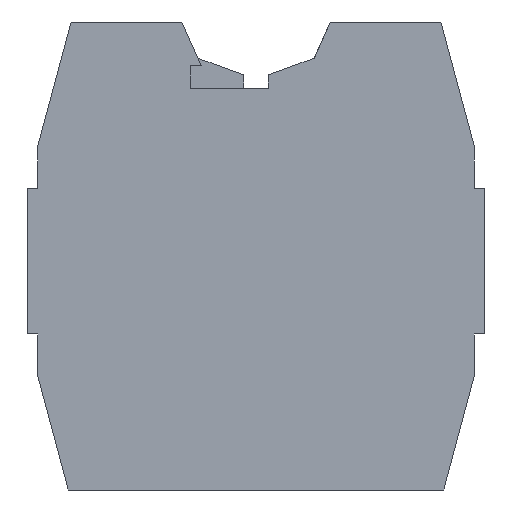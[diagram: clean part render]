
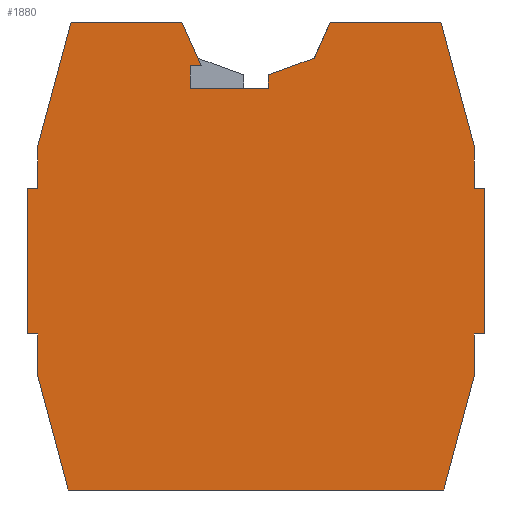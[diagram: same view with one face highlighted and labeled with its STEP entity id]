
A CAD part, left-side view. The second image highlights one B-rep face of the part: STEP entity #1880.
In plain terms, the highlighted face is planar.
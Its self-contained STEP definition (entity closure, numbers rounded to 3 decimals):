
#10=CARTESIAN_POINT('',(50.,25.,25.));
#20=DIRECTION('',(1.,0.,0.));
#30=DIRECTION('',(0.,1.,0.));
#40=AXIS2_PLACEMENT_3D('',#10,#20,#30);
#50=PLANE('',#40);
#60=CARTESIAN_POINT('',(50.,13.108,3.054));
#70=DIRECTION('',(0.,0.,1.));
#80=VECTOR('',#70,1.);
#90=LINE('',#60,#80);
#100=CARTESIAN_POINT('',(50.,13.108,8.554));
#110=VERTEX_POINT('',#100);
#120=CARTESIAN_POINT('',(50.,13.108,10.554));
#130=VERTEX_POINT('',#120);
#140=EDGE_CURVE('',#110,#130,#90,.T.);
#150=ORIENTED_EDGE('',*,*,#140,.F.);
#160=CARTESIAN_POINT('',(50.,13.108,10.554));
#170=DIRECTION('',(0.,-1.,0.));
#180=VECTOR('',#170,1.);
#190=LINE('',#160,#180);
#200=CARTESIAN_POINT('',(50.,12.608,10.554));
#210=VERTEX_POINT('',#200);
#220=EDGE_CURVE('',#130,#210,#190,.T.);
#230=ORIENTED_EDGE('',*,*,#220,.F.);
#240=CARTESIAN_POINT('',(50.,12.608,25.));
#250=DIRECTION('',(0.,0.,1.));
#260=VECTOR('',#250,1.);
#270=LINE('',#240,#260);
#280=CARTESIAN_POINT('',(50.,12.608,17.554));
#290=VERTEX_POINT('',#280);
#300=EDGE_CURVE('',#210,#290,#270,.T.);
#310=ORIENTED_EDGE('',*,*,#300,.F.);
#320=CARTESIAN_POINT('',(50.,13.108,17.554));
#330=DIRECTION('',(0.,-1.,0.));
#340=VECTOR('',#330,1.);
#350=LINE('',#320,#340);
#360=CARTESIAN_POINT('',(50.,13.108,17.554));
#370=VERTEX_POINT('',#360);
#380=EDGE_CURVE('',#370,#290,#350,.T.);
#390=ORIENTED_EDGE('',*,*,#380,.T.);
#400=CARTESIAN_POINT('',(50.,13.108,19.554));
#410=VERTEX_POINT('',#400);
#420=EDGE_CURVE('',#370,#410,#90,.T.);
#430=ORIENTED_EDGE('',*,*,#420,.F.);
#440=CARTESIAN_POINT('',(50.,14.716,25.554));
#450=DIRECTION('',(0.,-0.259,-0.966));
#460=VECTOR('',#450,1.);
#470=LINE('',#440,#460);
#480=CARTESIAN_POINT('',(50.,14.716,25.554));
#490=VERTEX_POINT('',#480);
#500=EDGE_CURVE('',#490,#410,#470,.T.);
#510=ORIENTED_EDGE('',*,*,#500,.T.);
#520=CARTESIAN_POINT('',(50.,13.108,25.554));
#530=DIRECTION('',(0.,1.,0.));
#540=VECTOR('',#530,1.);
#550=LINE('',#520,#540);
#560=CARTESIAN_POINT('',(50.,20.046,25.554));
#570=VERTEX_POINT('',#560);
#580=EDGE_CURVE('',#490,#570,#550,.T.);
#590=ORIENTED_EDGE('',*,*,#580,.F.);
#600=CARTESIAN_POINT('',(50.,20.289,25.));
#610=DIRECTION('',(0.,-0.403,0.915));
#620=VECTOR('',#610,1.);
#630=LINE('',#600,#620);
#640=CARTESIAN_POINT('',(50.,20.974,23.444));
#650=VERTEX_POINT('',#640);
#660=EDGE_CURVE('',#650,#570,#630,.T.);
#670=ORIENTED_EDGE('',*,*,#660,.T.);
#680=CARTESIAN_POINT('',(50.,25.,23.444));
#690=DIRECTION('',(0.,1.,0.));
#700=VECTOR('',#690,1.);
#710=LINE('',#680,#700);
#720=CARTESIAN_POINT('',(50.,20.443,23.444));
#730=VERTEX_POINT('',#720);
#740=EDGE_CURVE('',#730,#650,#710,.T.);
#750=ORIENTED_EDGE('',*,*,#740,.T.);
#760=CARTESIAN_POINT('',(50.,20.443,25.));
#770=DIRECTION('',(0.,0.,1.));
#780=VECTOR('',#770,1.);
#790=LINE('',#760,#780);
#800=CARTESIAN_POINT('',(50.,20.443,22.374));
#810=VERTEX_POINT('',#800);
#820=EDGE_CURVE('',#810,#730,#790,.T.);
#830=ORIENTED_EDGE('',*,*,#820,.T.);
#840=CARTESIAN_POINT('',(50.,25.,22.374));
#850=DIRECTION('',(0.,-1.,0.));
#860=VECTOR('',#850,1.);
#870=LINE('',#840,#860);
#880=CARTESIAN_POINT('',(50.,24.208,22.374));
#890=VERTEX_POINT('',#880);
#900=EDGE_CURVE('',#890,#810,#870,.T.);
#910=ORIENTED_EDGE('',*,*,#900,.T.);
#920=CARTESIAN_POINT('',(50.,24.208,22.374));
#930=DIRECTION('',(0.,0.,1.));
#940=VECTOR('',#930,1.);
#950=LINE('',#920,#940);
#960=CARTESIAN_POINT('',(50.,24.208,23.014));
#970=VERTEX_POINT('',#960);
#980=EDGE_CURVE('',#890,#970,#950,.T.);
#990=ORIENTED_EDGE('',*,*,#980,.F.);
#1000=CARTESIAN_POINT('',(50.,24.208,23.014));
#1010=DIRECTION('',(0.,0.94,0.342));
#1020=VECTOR('',#1010,1.);
#1030=LINE('',#1000,#1020);
#1040=CARTESIAN_POINT('',(50.,26.406,23.814));
#1050=VERTEX_POINT('',#1040);
#1060=EDGE_CURVE('',#970,#1050,#1030,.T.);
#1070=ORIENTED_EDGE('',*,*,#1060,.F.);
#1080=CARTESIAN_POINT('',(50.,26.927,25.));
#1090=DIRECTION('',(0.,-0.403,-0.915));
#1100=VECTOR('',#1090,1.);
#1110=LINE('',#1080,#1100);
#1120=CARTESIAN_POINT('',(50.,27.171,25.554));
#1130=VERTEX_POINT('',#1120);
#1140=EDGE_CURVE('',#1130,#1050,#1110,.T.);
#1150=ORIENTED_EDGE('',*,*,#1140,.T.);
#1160=CARTESIAN_POINT('',(50.,32.501,25.554));
#1170=VERTEX_POINT('',#1160);
#1180=EDGE_CURVE('',#1130,#1170,#550,.T.);
#1190=ORIENTED_EDGE('',*,*,#1180,.F.);
#1200=CARTESIAN_POINT('',(50.,32.501,25.554));
#1210=DIRECTION('',(0.,0.259,-0.966));
#1220=VECTOR('',#1210,1.);
#1230=LINE('',#1200,#1220);
#1240=CARTESIAN_POINT('',(50.,34.108,19.554));
#1250=VERTEX_POINT('',#1240);
#1260=EDGE_CURVE('',#1170,#1250,#1230,.T.);
#1270=ORIENTED_EDGE('',*,*,#1260,.F.);
#1280=CARTESIAN_POINT('',(50.,34.108,25.554));
#1290=DIRECTION('',(0.,0.,-1.));
#1300=VECTOR('',#1290,1.);
#1310=LINE('',#1280,#1300);
#1320=CARTESIAN_POINT('',(50.,34.108,17.554));
#1330=VERTEX_POINT('',#1320);
#1340=EDGE_CURVE('',#1250,#1330,#1310,.T.);
#1350=ORIENTED_EDGE('',*,*,#1340,.F.);
#1360=CARTESIAN_POINT('',(50.,34.108,17.554));
#1370=DIRECTION('',(0.,1.,0.));
#1380=VECTOR('',#1370,1.);
#1390=LINE('',#1360,#1380);
#1400=CARTESIAN_POINT('',(50.,34.608,17.554));
#1410=VERTEX_POINT('',#1400);
#1420=EDGE_CURVE('',#1330,#1410,#1390,.T.);
#1430=ORIENTED_EDGE('',*,*,#1420,.F.);
#1440=CARTESIAN_POINT('',(50.,34.608,25.));
#1450=DIRECTION('',(0.,0.,-1.));
#1460=VECTOR('',#1450,1.);
#1470=LINE('',#1440,#1460);
#1480=CARTESIAN_POINT('',(50.,34.608,10.554));
#1490=VERTEX_POINT('',#1480);
#1500=EDGE_CURVE('',#1410,#1490,#1470,.T.);
#1510=ORIENTED_EDGE('',*,*,#1500,.F.);
#1520=CARTESIAN_POINT('',(50.,34.108,10.554));
#1530=DIRECTION('',(0.,1.,0.));
#1540=VECTOR('',#1530,1.);
#1550=LINE('',#1520,#1540);
#1560=CARTESIAN_POINT('',(50.,34.108,10.554));
#1570=VERTEX_POINT('',#1560);
#1580=EDGE_CURVE('',#1570,#1490,#1550,.T.);
#1590=ORIENTED_EDGE('',*,*,#1580,.T.);
#1600=CARTESIAN_POINT('',(50.,34.108,8.554));
#1610=VERTEX_POINT('',#1600);
#1620=EDGE_CURVE('',#1570,#1610,#1310,.T.);
#1630=ORIENTED_EDGE('',*,*,#1620,.F.);
#1640=CARTESIAN_POINT('',(50.,34.108,8.554));
#1650=DIRECTION('',(0.,-0.259,-0.966));
#1660=VECTOR('',#1650,1.);
#1670=LINE('',#1640,#1660);
#1680=CARTESIAN_POINT('',(50.,32.635,3.054));
#1690=VERTEX_POINT('',#1680);
#1700=EDGE_CURVE('',#1610,#1690,#1670,.T.);
#1710=ORIENTED_EDGE('',*,*,#1700,.F.);
#1720=CARTESIAN_POINT('',(50.,34.108,3.054));
#1730=DIRECTION('',(0.,-1.,0.));
#1740=VECTOR('',#1730,1.);
#1750=LINE('',#1720,#1740);
#1760=CARTESIAN_POINT('',(50.,14.582,3.054));
#1770=VERTEX_POINT('',#1760);
#1780=EDGE_CURVE('',#1690,#1770,#1750,.T.);
#1790=ORIENTED_EDGE('',*,*,#1780,.F.);
#1800=CARTESIAN_POINT('',(50.,13.108,8.554));
#1810=DIRECTION('',(0.,0.259,-0.966));
#1820=VECTOR('',#1810,1.);
#1830=LINE('',#1800,#1820);
#1840=EDGE_CURVE('',#110,#1770,#1830,.T.);
#1850=ORIENTED_EDGE('',*,*,#1840,.T.);
#1860=EDGE_LOOP('',(#1850,#1790,#1710,#1630,#1590,#1510,#1430,#1350,
#1270,#1190,#1150,#1070,#990,#910,#830,#750,#670,#590,#510,#430,#390,
#310,#230,#150));
#1870=FACE_OUTER_BOUND('',#1860,.T.);
#1880=ADVANCED_FACE('',(#1870),#50,.T.);
